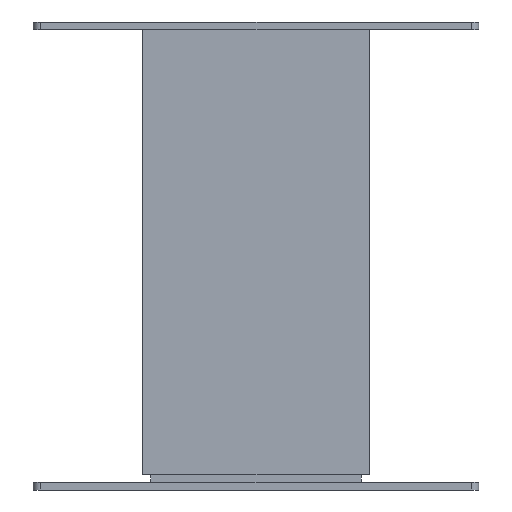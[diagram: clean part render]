
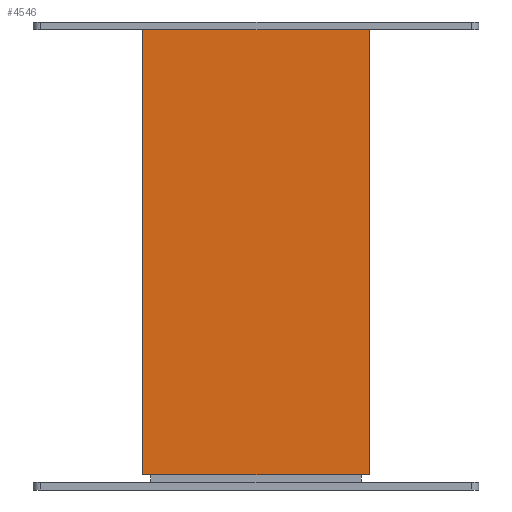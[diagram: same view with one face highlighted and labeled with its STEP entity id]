
A CAD part, left-side view. The second image highlights one B-rep face of the part: STEP entity #4546.
In plain terms, the highlighted planar face has unit normal (-1, 0, 0).
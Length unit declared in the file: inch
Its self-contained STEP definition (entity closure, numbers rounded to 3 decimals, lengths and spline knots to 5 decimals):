
#148 = DIRECTION ( 'NONE',  ( 1., 0., 0. ) ) ;
#172 = EDGE_CURVE ( 'NONE', #4130, #2880, #1054, .T. ) ;
#284 = EDGE_LOOP ( 'NONE', ( #1515, #705, #1613, #2343 ) ) ;
#456 = VERTEX_POINT ( 'NONE', #3602 ) ;
#651 = VECTOR ( 'NONE', #4977, 39.37008 ) ;
#705 = ORIENTED_EDGE ( 'NONE', *, *, #2545, .F. ) ;
#877 = VECTOR ( 'NONE', #4933, 39.37008 ) ;
#1054 = LINE ( 'NONE', #1890, #1853 ) ;
#1508 = LINE ( 'NONE', #1943, #3291 ) ;
#1515 = ORIENTED_EDGE ( 'NONE', *, *, #4638, .T. ) ;
#1613 = ORIENTED_EDGE ( 'NONE', *, *, #172, .F. ) ;
#1740 = EDGE_CURVE ( 'NONE', #4130, #3594, #1508, .T. ) ;
#1853 = VECTOR ( 'NONE', #2652, 39.37008 ) ;
#1890 = CARTESIAN_POINT ( 'NONE',  ( -2.95, 2.95, 12. ) ) ;
#1943 = CARTESIAN_POINT ( 'NONE',  ( -2.95, 2.95, 12. ) ) ;
#2101 = LINE ( 'NONE', #3327, #877 ) ;
#2240 = CARTESIAN_POINT ( 'NONE',  ( -2.95, -2.95, 12. ) ) ;
#2331 = DIRECTION ( 'NONE',  ( 0., 0., -1. ) ) ;
#2343 = ORIENTED_EDGE ( 'NONE', *, *, #1740, .T. ) ;
#2385 = CARTESIAN_POINT ( 'NONE',  ( -2.95, 2.95, 12. ) ) ;
#2545 = EDGE_CURVE ( 'NONE', #2880, #456, #3351, .T. ) ;
#2652 = DIRECTION ( 'NONE',  ( 0., -1., 0. ) ) ;
#2851 = CARTESIAN_POINT ( 'NONE',  ( -2.95, 2.95, 12. ) ) ;
#2880 = VERTEX_POINT ( 'NONE', #3025 ) ;
#2881 = DIRECTION ( 'NONE',  ( 0., 1., 0. ) ) ;
#3025 = CARTESIAN_POINT ( 'NONE',  ( -2.95, -2.95, 12. ) ) ;
#3291 = VECTOR ( 'NONE', #2331, 39.37008 ) ;
#3327 = CARTESIAN_POINT ( 'NONE',  ( -2.95, 2.95, 0.4 ) ) ;
#3351 = LINE ( 'NONE', #2240, #651 ) ;
#3481 = AXIS2_PLACEMENT_3D ( 'NONE', #2851, #148, #2881 ) ;
#3594 = VERTEX_POINT ( 'NONE', #4028 ) ;
#3602 = CARTESIAN_POINT ( 'NONE',  ( -2.95, -2.95, 0.4 ) ) ;
#3658 = PLANE ( 'NONE',  #3481 ) ;
#4028 = CARTESIAN_POINT ( 'NONE',  ( -2.95, 2.95, 0.4 ) ) ;
#4130 = VERTEX_POINT ( 'NONE', #2385 ) ;
#4164 = FACE_OUTER_BOUND ( 'NONE', #284, .T. ) ;
#4546 = ADVANCED_FACE ( 'NONE', ( #4164 ), #3658, .F. ) ;
#4638 = EDGE_CURVE ( 'NONE', #3594, #456, #2101, .T. ) ;
#4933 = DIRECTION ( 'NONE',  ( 0., -1., 0. ) ) ;
#4977 = DIRECTION ( 'NONE',  ( 0., 0., -1. ) ) ;
